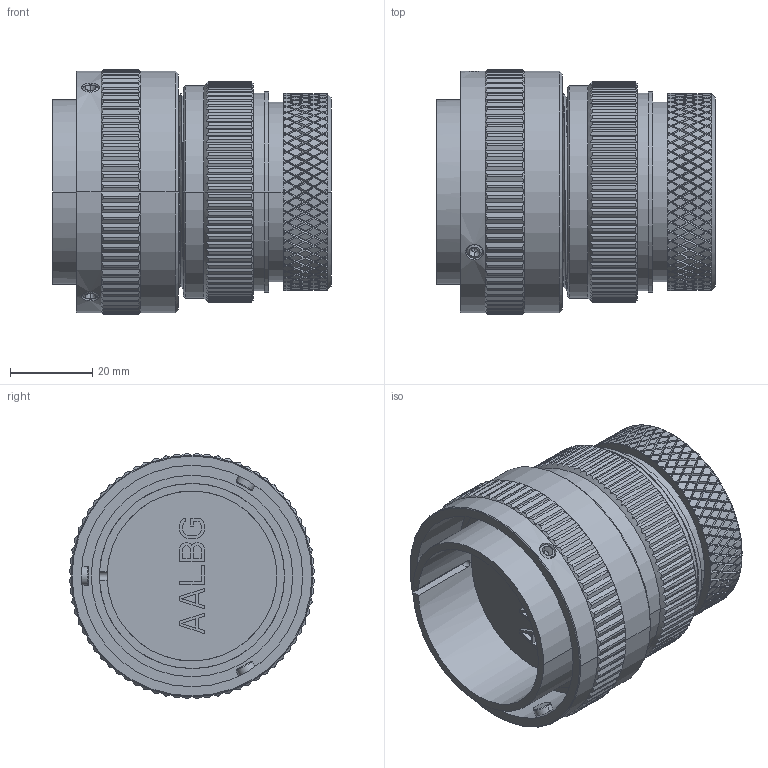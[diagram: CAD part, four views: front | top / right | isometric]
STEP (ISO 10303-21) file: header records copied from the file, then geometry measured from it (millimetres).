
FILE_DESCRIPTION((''),'2;1');
FILE_NAME('VG95234G-32_SW0001','2023-03-23T14:00:28',('paultorloting'),('NET AG system integration'),'CREO PARAMETRIC BY PTC INC, 2021404','CREO PARAMETRIC BY PTC INC, 2021404','');
FILE_SCHEMA(('AUTOMOTIVE_DESIGN { 1 0 10303 214 1 1 1 1 }'));
Products named in the file (1): VG95234G-32_SW0001
Bounding box: 67.57 x 59.58 x 59.58 mm (x, y, z)
Volume: 110467.6 mm3; surface area: 27515.2 mm2
Topology: 1 solids, 1 shells, 2930 faces, 7003 edges, 4105 vertices
Faces by surface type: plane 2246, cylinder 622, cone 52, torus 6, bspline 4
Entity records: 103005 total; most frequent: CARTESIAN_POINT 21993, ORIENTED_EDGE 13994, DIRECTION 10978, EDGE_CURVE 6997, VERTEX_POINT 4105, VECTOR 3753, LINE 3753, AXIS2_PLACEMENT_3D 3611
